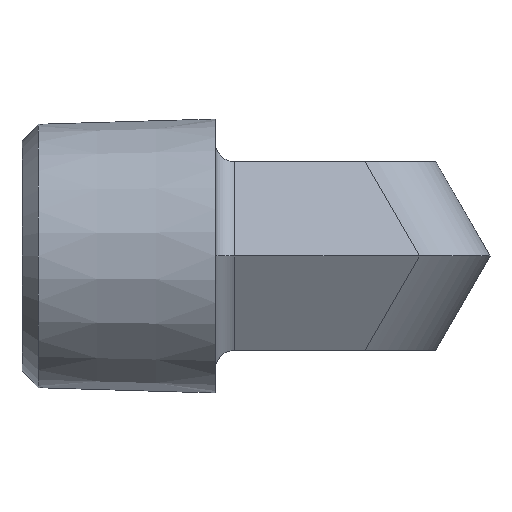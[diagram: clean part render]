
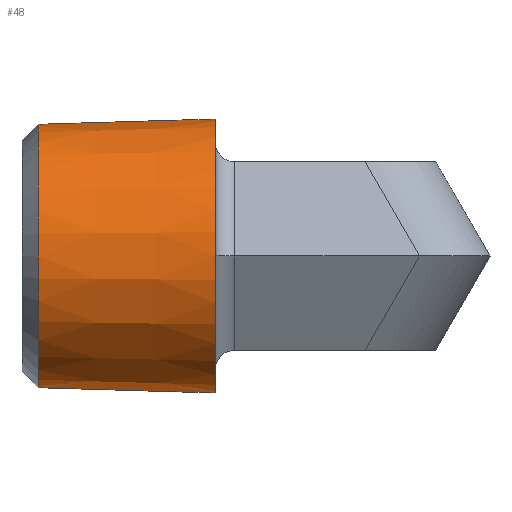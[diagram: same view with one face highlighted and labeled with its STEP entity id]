
A CAD part, left-side view. The second image highlights one B-rep face of the part: STEP entity #48.
In plain terms, the highlighted conical face has half-angle 1.7 degrees and reference radius 10.668 mm.
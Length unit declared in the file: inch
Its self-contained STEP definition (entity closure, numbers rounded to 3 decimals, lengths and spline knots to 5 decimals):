
#1 = VECTOR ( 'NONE', #335, 39.37008 ) ;
#23 = DIRECTION ( 'NONE',  ( 0., -1., 0. ) ) ;
#48 = ADVANCED_FACE ( 'NONE', ( #350 ), #307, .T. ) ;
#70 = DIRECTION ( 'NONE',  ( 0., -1., 0. ) ) ;
#84 = CARTESIAN_POINT ( 'NONE',  ( 0., 0.843, -0.42 ) ) ;
#102 = ORIENTED_EDGE ( 'NONE', *, *, #661, .F. ) ;
#177 = CIRCLE ( 'NONE', #371, 0.42 ) ;
#253 = CARTESIAN_POINT ( 'NONE',  ( 0., 1.38502, -0.40391 ) ) ;
#307 = CONICAL_SURFACE ( 'NONE', #752, 0.42, 0.03 ) ;
#314 = ORIENTED_EDGE ( 'NONE', *, *, #1047, .T. ) ;
#335 = DIRECTION ( 'NONE',  ( 0., -1., 0.03 ) ) ;
#346 = CIRCLE ( 'NONE', #769, 0.40391 ) ;
#350 = FACE_OUTER_BOUND ( 'NONE', #811, .T. ) ;
#371 = AXIS2_PLACEMENT_3D ( 'NONE', #603, #1409, #719 ) ;
#405 = VERTEX_POINT ( 'NONE', #1459 ) ;
#484 = ORIENTED_EDGE ( 'NONE', *, *, #1106, .T. ) ;
#585 = CARTESIAN_POINT ( 'NONE',  ( 0., 1.38502, 0.40391 ) ) ;
#603 = CARTESIAN_POINT ( 'NONE',  ( 0., 0.843, 0. ) ) ;
#641 = VERTEX_POINT ( 'NONE', #687 ) ;
#661 = EDGE_CURVE ( 'NONE', #700, #641, #1211, .T. ) ;
#687 = CARTESIAN_POINT ( 'NONE',  ( 0., 0.843, 0.42 ) ) ;
#700 = VERTEX_POINT ( 'NONE', #585 ) ;
#719 = DIRECTION ( 'NONE',  ( 0., 0., 1. ) ) ;
#734 = CARTESIAN_POINT ( 'NONE',  ( 0., 1.38502, 0. ) ) ;
#752 = AXIS2_PLACEMENT_3D ( 'NONE', #1361, #70, #1247 ) ;
#769 = AXIS2_PLACEMENT_3D ( 'NONE', #734, #23, #849 ) ;
#811 = EDGE_LOOP ( 'NONE', ( #484, #991, #314, #102 ) ) ;
#849 = DIRECTION ( 'NONE',  ( 0., 0., -1. ) ) ;
#915 = VECTOR ( 'NONE', #1018, 39.37008 ) ;
#991 = ORIENTED_EDGE ( 'NONE', *, *, #1363, .T. ) ;
#1018 = DIRECTION ( 'NONE',  ( 0., -1., -0.03 ) ) ;
#1047 = EDGE_CURVE ( 'NONE', #405, #641, #177, .T. ) ;
#1104 = VERTEX_POINT ( 'NONE', #253 ) ;
#1106 = EDGE_CURVE ( 'NONE', #700, #1104, #346, .T. ) ;
#1157 = CARTESIAN_POINT ( 'NONE',  ( 0., 0.843, 0.42 ) ) ;
#1211 = LINE ( 'NONE', #1157, #1 ) ;
#1247 = DIRECTION ( 'NONE',  ( 0., 0., 1. ) ) ;
#1303 = LINE ( 'NONE', #84, #915 ) ;
#1361 = CARTESIAN_POINT ( 'NONE',  ( 0., 0.843, 0. ) ) ;
#1363 = EDGE_CURVE ( 'NONE', #1104, #405, #1303, .T. ) ;
#1409 = DIRECTION ( 'NONE',  ( 0., 1., 0. ) ) ;
#1459 = CARTESIAN_POINT ( 'NONE',  ( 0., 0.843, -0.42 ) ) ;
